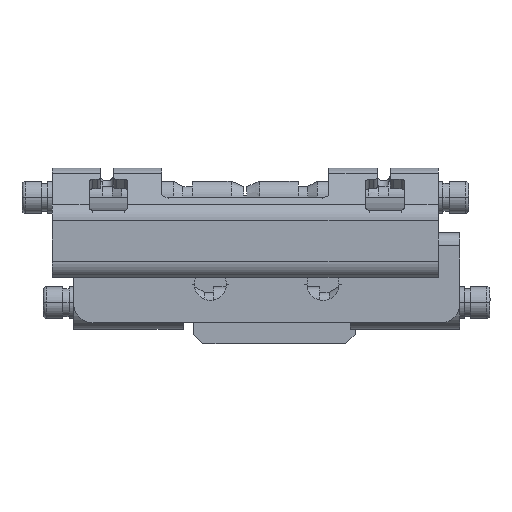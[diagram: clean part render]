
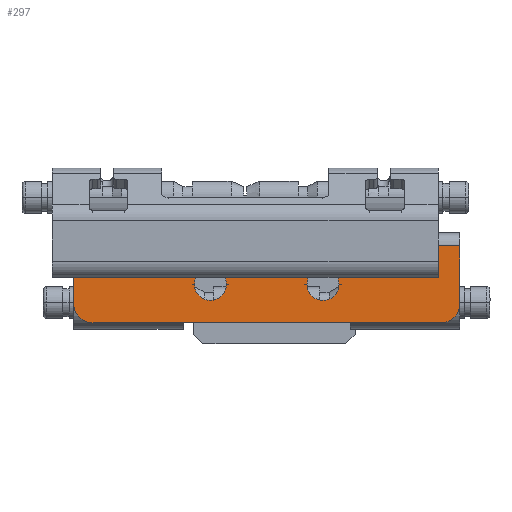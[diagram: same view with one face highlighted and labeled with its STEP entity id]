
A CAD part, left-side view. The second image highlights one B-rep face of the part: STEP entity #297.
In plain terms, the highlighted planar face has unit normal (-1, 0, 0).
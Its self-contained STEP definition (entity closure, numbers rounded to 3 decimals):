
#20=FACE_BOUND('',#1160,.T.);
#21=FACE_BOUND('',#1161,.T.);
#297=ADVANCED_FACE('',(#726,#20,#21),#7197,.T.);
#726=FACE_OUTER_BOUND('',#1159,.T.);
#1159=EDGE_LOOP('',(#2487,#2488,#2489,#2490,#2491,#2492));
#1160=EDGE_LOOP('',(#2493,#2494));
#1161=EDGE_LOOP('',(#2495,#2496));
#2487=ORIENTED_EDGE('',*,*,#4216,.T.);
#2488=ORIENTED_EDGE('',*,*,#4217,.T.);
#2489=ORIENTED_EDGE('',*,*,#4218,.T.);
#2490=ORIENTED_EDGE('',*,*,#4348,.T.);
#2491=ORIENTED_EDGE('',*,*,#4219,.T.);
#2492=ORIENTED_EDGE('',*,*,#4351,.T.);
#2493=ORIENTED_EDGE('',*,*,#4353,.T.);
#2494=ORIENTED_EDGE('',*,*,#4335,.T.);
#2495=ORIENTED_EDGE('',*,*,#4355,.T.);
#2496=ORIENTED_EDGE('',*,*,#4339,.T.);
#4216=EDGE_CURVE('',#6571,#6572,#5726,.T.);
#4217=EDGE_CURVE('',#6572,#6573,#5727,.T.);
#4218=EDGE_CURVE('',#6573,#6574,#5728,.T.);
#4219=EDGE_CURVE('',#6575,#6576,#5729,.T.);
#4335=EDGE_CURVE('',#6577,#6578,#4855,.T.);
#4339=EDGE_CURVE('',#6579,#6580,#4857,.T.);
#4348=EDGE_CURVE('',#6574,#6575,#4866,.T.);
#4351=EDGE_CURVE('',#6576,#6571,#4869,.T.);
#4353=EDGE_CURVE('',#6578,#6577,#4871,.T.);
#4355=EDGE_CURVE('',#6580,#6579,#4873,.T.);
#4855=TRIMMED_CURVE($,#5127,(#13453),(#13454),.T.,.CARTESIAN.);
#4857=TRIMMED_CURVE($,#5129,(#13467),(#13468),.T.,.CARTESIAN.);
#4866=TRIMMED_CURVE($,#5138,(#13494),(#13495),.T.,.CARTESIAN.);
#4869=TRIMMED_CURVE($,#5141,(#13503),(#13504),.T.,.CARTESIAN.);
#4871=TRIMMED_CURVE($,#5143,(#13509),(#13510),.T.,.CARTESIAN.);
#4873=TRIMMED_CURVE($,#5145,(#13515),(#13516),.T.,.CARTESIAN.);
#5127=CIRCLE('',#7674,2.5);
#5129=CIRCLE('',#7676,2.5);
#5138=CIRCLE('',#7685,3.);
#5141=CIRCLE('',#7688,3.);
#5143=CIRCLE('',#7690,2.5);
#5145=CIRCLE('',#7692,2.5);
#5726=B_SPLINE_CURVE_WITH_KNOTS('',1,(#12755,#12756),.UNSPECIFIED.,.F.,
 .F.,(2,2),(0.,9.),.UNSPECIFIED.);
#5727=B_SPLINE_CURVE_WITH_KNOTS('',1,(#12757,#12758),.UNSPECIFIED.,.F.,
 .F.,(2,2),(0.,60.),.UNSPECIFIED.);
#5728=B_SPLINE_CURVE_WITH_KNOTS('',1,(#12759,#12760),.UNSPECIFIED.,.F.,
 .F.,(2,2),(0.,9.),.UNSPECIFIED.);
#5729=B_SPLINE_CURVE_WITH_KNOTS('',1,(#12761,#12762),.UNSPECIFIED.,.F.,
 .F.,(2,2),(0.,54.),.UNSPECIFIED.);
#6571=VERTEX_POINT('',#12447);
#6572=VERTEX_POINT('',#12448);
#6573=VERTEX_POINT('',#12449);
#6574=VERTEX_POINT('',#12450);
#6575=VERTEX_POINT('',#12451);
#6576=VERTEX_POINT('',#12452);
#6577=VERTEX_POINT('',#12453);
#6578=VERTEX_POINT('',#12454);
#6579=VERTEX_POINT('',#12455);
#6580=VERTEX_POINT('',#12456);
#7197=PLANE('',#7603);
#7603=AXIS2_PLACEMENT_3D('',#11777,#8305,$);
#7674=AXIS2_PLACEMENT_3D($,#13452,#8401,#8402);
#7676=AXIS2_PLACEMENT_3D($,#13466,#8405,#8406);
#7685=AXIS2_PLACEMENT_3D($,#13493,#8423,#8424);
#7688=AXIS2_PLACEMENT_3D($,#13502,#8429,#8430);
#7690=AXIS2_PLACEMENT_3D($,#13508,#8433,#8434);
#7692=AXIS2_PLACEMENT_3D($,#13514,#8437,#8438);
#8305=DIRECTION('',(-1.,0.,0.));
#8401=DIRECTION('',(1.,0.,0.));
#8402=DIRECTION('',(0.,-1.,0.));
#8405=DIRECTION('',(1.,0.,0.));
#8406=DIRECTION('',(0.,-1.,0.));
#8423=DIRECTION('',(-1.,0.,0.));
#8424=DIRECTION('',(0.,1.,0.));
#8429=DIRECTION('',(-1.,0.,0.));
#8430=DIRECTION('',(0.,0.,-1.));
#8433=DIRECTION('',(1.,0.,0.));
#8434=DIRECTION('',(0.,1.,0.));
#8437=DIRECTION('',(1.,0.,0.));
#8438=DIRECTION('',(0.,1.,0.));
#11777=CARTESIAN_POINT('',(-48.426,51.659,-8.515));
#12447=CARTESIAN_POINT('',(-48.426,-14.353,-4.303));
#12448=CARTESIAN_POINT('',(-48.426,-14.353,4.697));
#12449=CARTESIAN_POINT('',(-48.426,45.647,4.697));
#12450=CARTESIAN_POINT('',(-48.426,45.647,-4.303));
#12451=CARTESIAN_POINT('',(-48.426,42.647,-7.303));
#12452=CARTESIAN_POINT('',(-48.426,-11.353,-7.303));
#12453=CARTESIAN_POINT('',(-48.426,21.897,-1.303));
#12454=CARTESIAN_POINT('',(-48.426,26.897,-1.303));
#12455=CARTESIAN_POINT('',(-48.426,4.397,-1.303));
#12456=CARTESIAN_POINT('',(-48.426,9.397,-1.303));
#12755=CARTESIAN_POINT('',(-48.426,-14.353,-4.303));
#12756=CARTESIAN_POINT('',(-48.426,-14.353,4.697));
#12757=CARTESIAN_POINT('',(-48.426,-14.353,4.697));
#12758=CARTESIAN_POINT('',(-48.426,45.647,4.697));
#12759=CARTESIAN_POINT('',(-48.426,45.647,4.697));
#12760=CARTESIAN_POINT('',(-48.426,45.647,-4.303));
#12761=CARTESIAN_POINT('',(-48.426,42.647,-7.303));
#12762=CARTESIAN_POINT('',(-48.426,-11.353,-7.303));
#13452=CARTESIAN_POINT('',(-48.426,24.397,-1.303));
#13453=CARTESIAN_POINT('',(-48.426,21.897,-1.303));
#13454=CARTESIAN_POINT('',(-48.426,26.897,-1.303));
#13466=CARTESIAN_POINT('',(-48.426,6.897,-1.303));
#13467=CARTESIAN_POINT('',(-48.426,4.397,-1.303));
#13468=CARTESIAN_POINT('',(-48.426,9.397,-1.303));
#13493=CARTESIAN_POINT('',(-48.426,42.647,-4.303));
#13494=CARTESIAN_POINT('',(-48.426,45.647,-4.303));
#13495=CARTESIAN_POINT('',(-48.426,42.647,-7.303));
#13502=CARTESIAN_POINT('',(-48.426,-11.353,-4.303));
#13503=CARTESIAN_POINT('',(-48.426,-11.353,-7.303));
#13504=CARTESIAN_POINT('',(-48.426,-14.353,-4.303));
#13508=CARTESIAN_POINT('',(-48.426,24.397,-1.303));
#13509=CARTESIAN_POINT('',(-48.426,26.897,-1.303));
#13510=CARTESIAN_POINT('',(-48.426,21.897,-1.303));
#13514=CARTESIAN_POINT('',(-48.426,6.897,-1.303));
#13515=CARTESIAN_POINT('',(-48.426,9.397,-1.303));
#13516=CARTESIAN_POINT('',(-48.426,4.397,-1.303));
